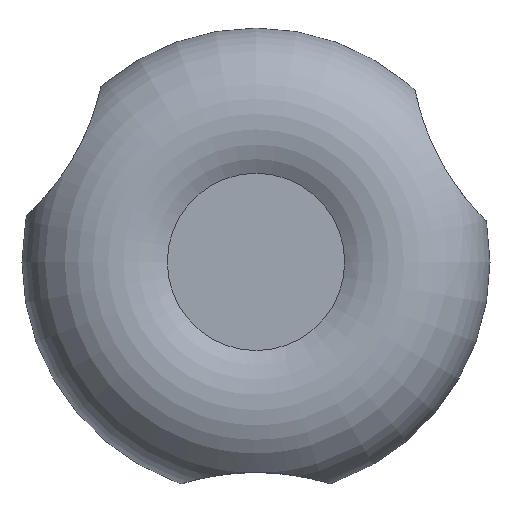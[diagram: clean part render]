
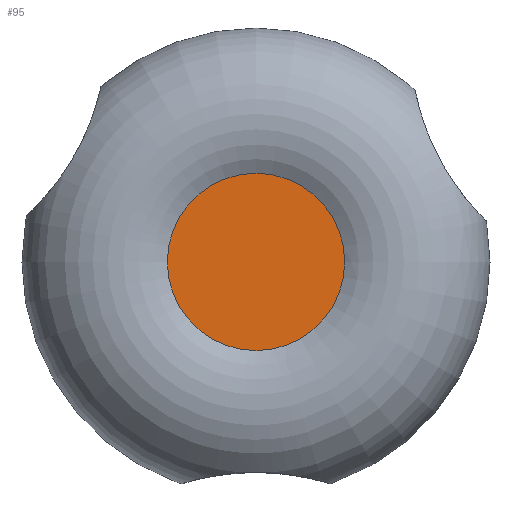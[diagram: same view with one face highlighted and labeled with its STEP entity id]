
A CAD part, top view. The second image highlights one B-rep face of the part: STEP entity #95.
In plain terms, the highlighted planar face has unit normal (0, 0, 1).
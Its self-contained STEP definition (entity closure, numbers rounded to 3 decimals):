
#95 = ADVANCED_FACE( '', ( #206 ), #207, .F. );
#206 = FACE_OUTER_BOUND( '', #328, .T. );
#207 = PLANE( '', #329 );
#328 = EDGE_LOOP( '', ( #530 ) );
#329 = AXIS2_PLACEMENT_3D( '', #531, #532, #533 );
#530 = ORIENTED_EDGE( '', *, *, #658, .T. );
#531 = CARTESIAN_POINT( '', ( 0., 5.683, 21. ) );
#532 = DIRECTION( '', ( 0., 0., -1. ) );
#533 = DIRECTION( '', ( -1., 0., 0. ) );
#658 = EDGE_CURVE( '', #772, #772, #773, .T. );
#772 = VERTEX_POINT( '', #1223 );
#773 = CIRCLE( '', #1224, 5.683 );
#1223 = CARTESIAN_POINT( '', ( 5.683, 0., 21. ) );
#1224 = AXIS2_PLACEMENT_3D( '', #1507, #1508, #1509 );
#1507 = CARTESIAN_POINT( '', ( 0., 0., 21. ) );
#1508 = DIRECTION( '', ( 0., 0., 1. ) );
#1509 = DIRECTION( '', ( 1., 0., 0. ) );
